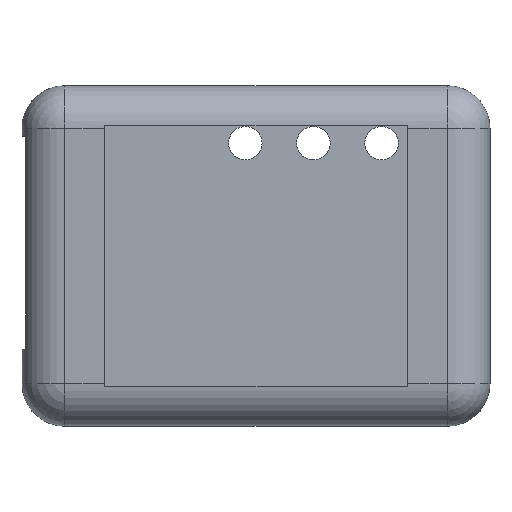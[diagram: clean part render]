
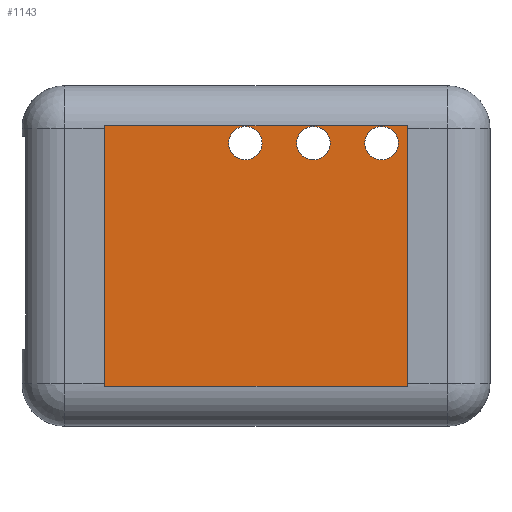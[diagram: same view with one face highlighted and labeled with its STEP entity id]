
A CAD part, top view. The second image highlights one B-rep face of the part: STEP entity #1143.
In plain terms, the highlighted planar face has unit normal (0, 0, 1).
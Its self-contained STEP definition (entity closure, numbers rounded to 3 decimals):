
#23=LINE('',#1711,#113);
#24=LINE('',#1713,#114);
#25=LINE('',#1715,#115);
#26=LINE('',#1716,#116);
#113=VECTOR('',#1354,45.212);
#114=VECTOR('',#1355,38.862);
#115=VECTOR('',#1356,45.212);
#116=VECTOR('',#1357,38.862);
#203=PLANE('',#1214);
#235=FACE_BOUND('',#323,.T.);
#236=FACE_BOUND('',#324,.T.);
#237=FACE_BOUND('',#325,.T.);
#254=FACE_OUTER_BOUND('',#322,.T.);
#322=EDGE_LOOP('',(#734,#735,#736,#737));
#323=EDGE_LOOP('',(#738));
#324=EDGE_LOOP('',(#739));
#325=EDGE_LOOP('',(#740));
#406=CIRCLE('',#1212,2.502);
#408=CIRCLE('',#1215,2.502);
#409=CIRCLE('',#1216,2.502);
#472=VERTEX_POINT('',#1704);
#474=VERTEX_POINT('',#1709);
#475=VERTEX_POINT('',#1710);
#476=VERTEX_POINT('',#1712);
#477=VERTEX_POINT('',#1714);
#478=VERTEX_POINT('',#1717);
#479=VERTEX_POINT('',#1719);
#575=EDGE_CURVE('',#472,#472,#406,.T.);
#577=EDGE_CURVE('',#474,#475,#23,.T.);
#578=EDGE_CURVE('',#476,#474,#24,.T.);
#579=EDGE_CURVE('',#477,#476,#25,.T.);
#580=EDGE_CURVE('',#475,#477,#26,.T.);
#581=EDGE_CURVE('',#478,#478,#408,.T.);
#582=EDGE_CURVE('',#479,#479,#409,.T.);
#734=ORIENTED_EDGE('',*,*,#577,.F.);
#735=ORIENTED_EDGE('',*,*,#578,.F.);
#736=ORIENTED_EDGE('',*,*,#579,.F.);
#737=ORIENTED_EDGE('',*,*,#580,.F.);
#738=ORIENTED_EDGE('',*,*,#581,.T.);
#739=ORIENTED_EDGE('',*,*,#582,.T.);
#740=ORIENTED_EDGE('',*,*,#575,.T.);
#1143=ADVANCED_FACE('',(#254,#235,#236,#237),#203,.T.);
#1212=AXIS2_PLACEMENT_3D('',#1705,#1348,#1349);
#1214=AXIS2_PLACEMENT_3D('',#1708,#1352,#1353);
#1215=AXIS2_PLACEMENT_3D('',#1718,#1358,#1359);
#1216=AXIS2_PLACEMENT_3D('',#1720,#1360,#1361);
#1348=DIRECTION('center_axis',(0.,0.,-1.));
#1349=DIRECTION('ref_axis',(-1.,0.003,0.));
#1352=DIRECTION('center_axis',(0.,0.,1.));
#1353=DIRECTION('ref_axis',(1.,0.,0.));
#1354=DIRECTION('',(-1.,0.,0.));
#1355=DIRECTION('',(0.,-1.,0.));
#1356=DIRECTION('',(1.,0.,0.));
#1357=DIRECTION('',(0.,1.,0.));
#1358=DIRECTION('center_axis',(0.,0.,-1.));
#1359=DIRECTION('ref_axis',(1.,0.,0.));
#1360=DIRECTION('center_axis',(0.,0.,-1.));
#1361=DIRECTION('ref_axis',(1.,0.,0.));
#1704=CARTESIAN_POINT('',(107.271,53.767,20.447));
#1705=CARTESIAN_POINT('Origin',(109.773,53.764,20.447));
#1708=CARTESIAN_POINT('Origin',(111.36,36.936,20.447));
#1709=CARTESIAN_POINT('',(133.966,17.505,20.447));
#1710=CARTESIAN_POINT('',(88.754,17.505,20.447));
#1711=CARTESIAN_POINT('',(133.966,17.505,20.447));
#1712=CARTESIAN_POINT('',(133.966,56.367,20.447));
#1713=CARTESIAN_POINT('',(133.966,56.367,20.447));
#1714=CARTESIAN_POINT('',(88.754,56.367,20.447));
#1715=CARTESIAN_POINT('',(88.754,56.367,20.447));
#1716=CARTESIAN_POINT('',(88.754,17.505,20.447));
#1717=CARTESIAN_POINT('',(127.591,53.767,20.447));
#1718=CARTESIAN_POINT('Origin',(130.093,53.764,20.447));
#1719=CARTESIAN_POINT('',(117.431,53.767,20.447));
#1720=CARTESIAN_POINT('Origin',(119.933,53.764,20.447));
